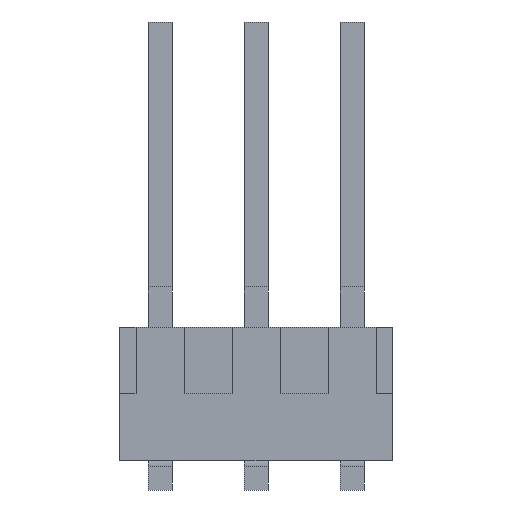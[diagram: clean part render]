
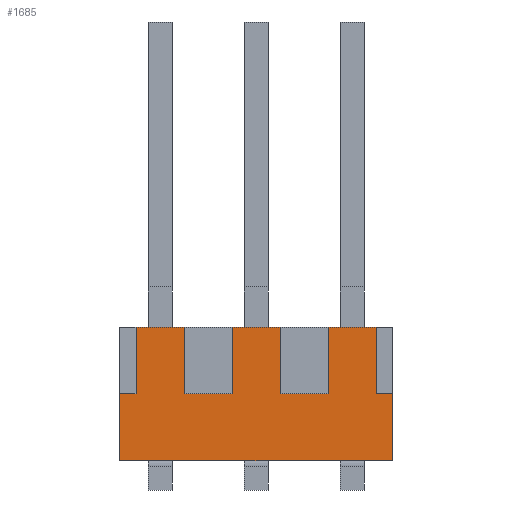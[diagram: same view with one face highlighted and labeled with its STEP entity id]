
A CAD part, front view. The second image highlights one B-rep face of the part: STEP entity #1685.
In plain terms, the highlighted planar face has unit normal (0, -1, 0).
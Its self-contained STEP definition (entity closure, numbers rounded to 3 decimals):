
#84=DIRECTION('',(0.,0.,-1.));
#85=VECTOR('',#84,1.778);
#86=CARTESIAN_POINT('',(-3.607,-1.245,-1.753));
#87=LINE('',#86,#85);
#124=DIRECTION('',(-1.,0.,0.));
#125=VECTOR('',#124,1.27);
#126=CARTESIAN_POINT('',(3.175,-1.245,0.));
#127=LINE('',#126,#125);
#136=DIRECTION('',(-1.,0.,0.));
#137=VECTOR('',#136,1.27);
#138=CARTESIAN_POINT('',(0.635,-1.245,0.));
#139=LINE('',#138,#137);
#148=DIRECTION('',(-1.,0.,0.));
#149=VECTOR('',#148,1.27);
#150=CARTESIAN_POINT('',(-1.905,-1.245,0.));
#151=LINE('',#150,#149);
#348=DIRECTION('',(1.,0.,0.));
#349=VECTOR('',#348,7.214);
#350=CARTESIAN_POINT('',(-3.607,-1.245,-3.531));
#351=LINE('',#350,#349);
#400=DIRECTION('',(1.,0.,0.));
#401=VECTOR('',#400,1.27);
#402=CARTESIAN_POINT('',(0.635,-1.245,-1.753));
#403=LINE('',#402,#401);
#404=DIRECTION('',(0.,0.,-1.));
#405=VECTOR('',#404,1.753);
#406=CARTESIAN_POINT('',(3.175,-1.245,0.));
#407=LINE('',#406,#405);
#408=DIRECTION('',(1.,0.,0.));
#409=VECTOR('',#408,0.432);
#410=CARTESIAN_POINT('',(3.175,-1.245,-1.753));
#411=LINE('',#410,#409);
#412=DIRECTION('',(1.,0.,0.));
#413=VECTOR('',#412,0.432);
#414=CARTESIAN_POINT('',(-3.607,-1.245,-1.753));
#415=LINE('',#414,#413);
#416=DIRECTION('',(0.,0.,-1.));
#417=VECTOR('',#416,1.753);
#418=CARTESIAN_POINT('',(-1.905,-1.245,0.));
#419=LINE('',#418,#417);
#420=DIRECTION('',(1.,0.,0.));
#421=VECTOR('',#420,1.27);
#422=CARTESIAN_POINT('',(-1.905,-1.245,-1.753));
#423=LINE('',#422,#421);
#424=DIRECTION('',(0.,0.,-1.));
#425=VECTOR('',#424,1.753);
#426=CARTESIAN_POINT('',(0.635,-1.245,0.));
#427=LINE('',#426,#425);
#468=DIRECTION('',(0.,0.,-1.));
#469=VECTOR('',#468,1.753);
#470=CARTESIAN_POINT('',(-3.175,-1.245,0.));
#471=LINE('',#470,#469);
#512=DIRECTION('',(0.,0.,-1.));
#513=VECTOR('',#512,1.753);
#514=CARTESIAN_POINT('',(-0.635,-1.245,0.));
#515=LINE('',#514,#513);
#536=DIRECTION('',(0.,0.,-1.));
#537=VECTOR('',#536,1.778);
#538=CARTESIAN_POINT('',(3.607,-1.245,-1.753));
#539=LINE('',#538,#537);
#548=DIRECTION('',(0.,0.,-1.));
#549=VECTOR('',#548,1.753);
#550=CARTESIAN_POINT('',(1.905,-1.245,0.));
#551=LINE('',#550,#549);
#978=CARTESIAN_POINT('',(-3.607,-1.245,-1.753));
#979=VERTEX_POINT('',#978);
#980=CARTESIAN_POINT('',(-3.607,-1.245,-3.531));
#981=VERTEX_POINT('',#980);
#994=CARTESIAN_POINT('',(3.607,-1.245,-1.753));
#995=VERTEX_POINT('',#994);
#996=CARTESIAN_POINT('',(3.607,-1.245,-3.531));
#997=VERTEX_POINT('',#996);
#1069=CARTESIAN_POINT('',(-1.905,-1.245,0.));
#1071=VERTEX_POINT('',#1069);
#1072=CARTESIAN_POINT('',(-3.175,-1.245,0.));
#1073=VERTEX_POINT('',#1072);
#1080=CARTESIAN_POINT('',(-1.905,-1.245,-1.753));
#1081=VERTEX_POINT('',#1080);
#1082=CARTESIAN_POINT('',(-3.175,-1.245,-1.753));
#1083=VERTEX_POINT('',#1082);
#1157=CARTESIAN_POINT('',(0.635,-1.245,0.));
#1159=VERTEX_POINT('',#1157);
#1160=CARTESIAN_POINT('',(-0.635,-1.245,0.));
#1161=VERTEX_POINT('',#1160);
#1168=CARTESIAN_POINT('',(0.635,-1.245,-1.753));
#1169=VERTEX_POINT('',#1168);
#1170=CARTESIAN_POINT('',(-0.635,-1.245,-1.753));
#1171=VERTEX_POINT('',#1170);
#1189=CARTESIAN_POINT('',(3.175,-1.245,0.));
#1191=VERTEX_POINT('',#1189);
#1192=CARTESIAN_POINT('',(1.905,-1.245,0.));
#1193=VERTEX_POINT('',#1192);
#1200=CARTESIAN_POINT('',(3.175,-1.245,-1.753));
#1201=VERTEX_POINT('',#1200);
#1202=CARTESIAN_POINT('',(1.905,-1.245,-1.753));
#1203=VERTEX_POINT('',#1202);
#1651=CARTESIAN_POINT('',(-3.607,-1.245,-1.753));
#1652=DIRECTION('',(0.,-1.,0.));
#1653=DIRECTION('',(0.,0.,-1.));
#1654=AXIS2_PLACEMENT_3D('',#1651,#1652,#1653);
#1655=PLANE('',#1654);
#1657=ORIENTED_EDGE('',*,*,#1656,.T.);
#1659=ORIENTED_EDGE('',*,*,#1658,.F.);
#1660=ORIENTED_EDGE('',*,*,#1311,.F.);
#1662=ORIENTED_EDGE('',*,*,#1661,.T.);
#1664=ORIENTED_EDGE('',*,*,#1663,.T.);
#1666=ORIENTED_EDGE('',*,*,#1665,.T.);
#1667=ORIENTED_EDGE('',*,*,#1613,.F.);
#1668=ORIENTED_EDGE('',*,*,#1279,.F.);
#1670=ORIENTED_EDGE('',*,*,#1669,.T.);
#1672=ORIENTED_EDGE('',*,*,#1671,.F.);
#1673=ORIENTED_EDGE('',*,*,#1327,.F.);
#1675=ORIENTED_EDGE('',*,*,#1674,.T.);
#1677=ORIENTED_EDGE('',*,*,#1676,.T.);
#1679=ORIENTED_EDGE('',*,*,#1678,.F.);
#1680=ORIENTED_EDGE('',*,*,#1319,.F.);
#1682=ORIENTED_EDGE('',*,*,#1681,.T.);
#1683=EDGE_LOOP('',(#1657,#1659,#1660,#1662,#1664,#1666,#1667,#1668,#1670,#1672,
#1673,#1675,#1677,#1679,#1680,#1682));
#1684=FACE_OUTER_BOUND('',#1683,.F.);
#1685=ADVANCED_FACE('',(#1684),#1655,.T.);
#1279=EDGE_CURVE('',#979,#981,#87,.T.);
#1311=EDGE_CURVE('',#1191,#1193,#127,.T.);
#1319=EDGE_CURVE('',#1159,#1161,#139,.T.);
#1327=EDGE_CURVE('',#1071,#1073,#151,.T.);
#1613=EDGE_CURVE('',#981,#997,#351,.T.);
#1656=EDGE_CURVE('',#1169,#1203,#403,.T.);
#1658=EDGE_CURVE('',#1193,#1203,#551,.T.);
#1661=EDGE_CURVE('',#1191,#1201,#407,.T.);
#1663=EDGE_CURVE('',#1201,#995,#411,.T.);
#1665=EDGE_CURVE('',#995,#997,#539,.T.);
#1669=EDGE_CURVE('',#979,#1083,#415,.T.);
#1671=EDGE_CURVE('',#1073,#1083,#471,.T.);
#1674=EDGE_CURVE('',#1071,#1081,#419,.T.);
#1676=EDGE_CURVE('',#1081,#1171,#423,.T.);
#1678=EDGE_CURVE('',#1161,#1171,#515,.T.);
#1681=EDGE_CURVE('',#1159,#1169,#427,.T.);
